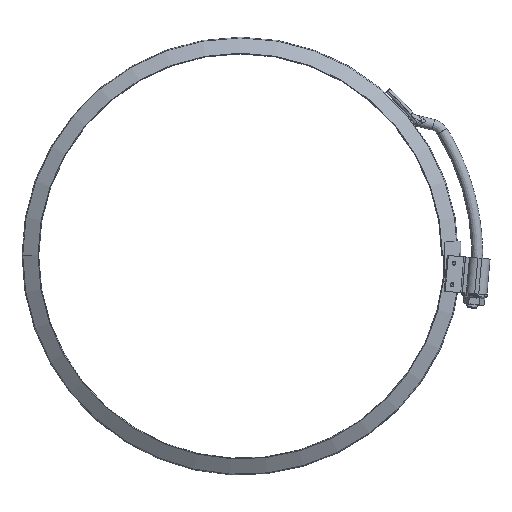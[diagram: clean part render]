
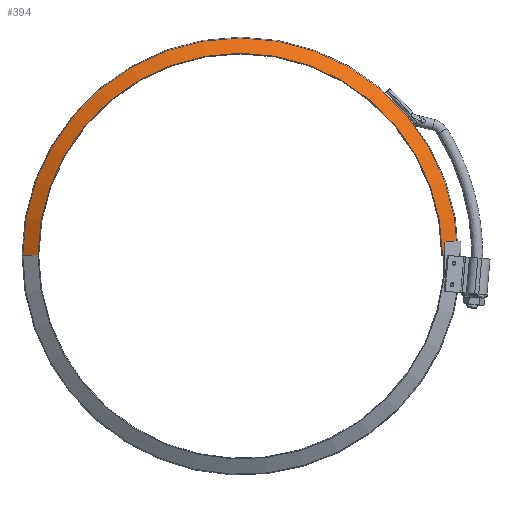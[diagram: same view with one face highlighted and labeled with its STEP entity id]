
A CAD part, top view. The second image highlights one B-rep face of the part: STEP entity #394.
In plain terms, the highlighted conical face has half-angle 60 degrees and reference radius 112.575 mm.
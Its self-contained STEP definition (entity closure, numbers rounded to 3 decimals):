
#394=ADVANCED_FACE('',(#584),#542,.T.);
#542=CONICAL_SURFACE('',#2514,112.575,60.);
#584=FACE_OUTER_BOUND('',#714,.T.);
#714=EDGE_LOOP('',(#954,#955,#956,#957));
#954=ORIENTED_EDGE('',*,*,#1817,.T.);
#955=ORIENTED_EDGE('',*,*,#1818,.T.);
#956=ORIENTED_EDGE('',*,*,#1815,.F.);
#957=ORIENTED_EDGE('',*,*,#1789,.F.);
#1568=VERTEX_POINT('',#3455);
#1570=VERTEX_POINT('',#3461);
#1585=VERTEX_POINT('',#3512);
#1586=VERTEX_POINT('',#3516);
#1789=EDGE_CURVE('',#1568,#1570,#2260,.T.);
#1815=EDGE_CURVE('',#1570,#1585,#2133,.T.);
#1817=EDGE_CURVE('',#1568,#1586,#2135,.T.);
#1818=EDGE_CURVE('',#1586,#1585,#2271,.T.);
#2133=CIRCLE('',#2510,120.975);
#2135=CIRCLE('',#2513,112.575);
#2260=LINE('',#3460,#2367);
#2271=LINE('',#3517,#2378);
#2367=VECTOR('',#2795,1.);
#2378=VECTOR('',#2864,1.);
#2510=AXIS2_PLACEMENT_3D('',#3511,#2856,#2857);
#2513=AXIS2_PLACEMENT_3D('',#3515,#2862,#2863);
#2514=AXIS2_PLACEMENT_3D('',#3518,#2865,#2866);
#2795=DIRECTION('',(-0.866,0.,-0.5));
#2856=DIRECTION('',(0.,0.,-1.));
#2857=DIRECTION('',(-1.,0.,0.));
#2862=DIRECTION('',(0.,0.,-1.));
#2863=DIRECTION('',(-1.,0.,0.));
#2864=DIRECTION('',(0.866,0.,-0.5));
#2865=DIRECTION('',(0.,0.,-1.));
#2866=DIRECTION('',(-1.,0.,0.));
#3455=CARTESIAN_POINT('',(-112.575,0.,8.086));
#3460=CARTESIAN_POINT('',(-112.575,0.,8.086));
#3461=CARTESIAN_POINT('',(-120.975,0.,3.236));
#3511=CARTESIAN_POINT('',(0.,0.,3.236));
#3512=CARTESIAN_POINT('',(120.975,0.,3.236));
#3515=CARTESIAN_POINT('',(0.,0.,8.086));
#3516=CARTESIAN_POINT('',(112.575,0.,8.086));
#3517=CARTESIAN_POINT('',(112.575,0.,8.086));
#3518=CARTESIAN_POINT('',(0.,0.,8.086));
